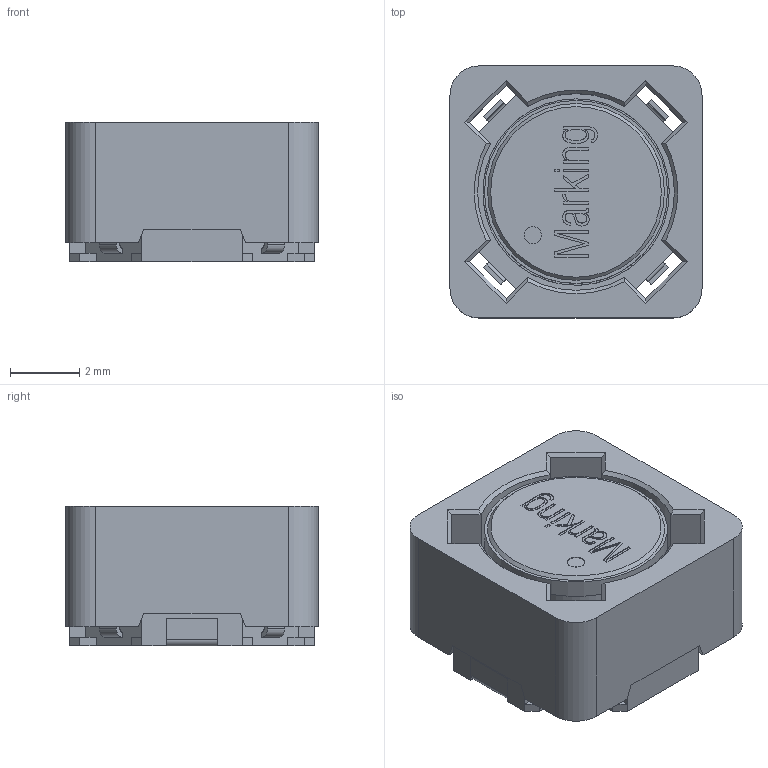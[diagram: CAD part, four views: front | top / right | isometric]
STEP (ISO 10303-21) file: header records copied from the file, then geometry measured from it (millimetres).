
FILE_DESCRIPTION(('FreeCAD Model'),'2;1');
FILE_NAME('Assem1_cp.step','2020-12-12T16:24:37' ,('kicad StepUp'),('ksu MCAD'),'Open CASCADE STEP processor 7.3', 'FreeCAD','Unknown');
FILE_SCHEMA(('AUTOMOTIVE_DESIGN { 1 0 10303 214 1 1 1 1 }'));
Length unit declared in the file: millimetre
Products named in the file (1): Assem1_cp
Bounding box: 7.3 x 7.3 x 4.05 mm (x, y, z)
Volume: 136.4 mm3; surface area: 500.2 mm2
Topology: 5 solids, 5 shells, 316 faces, 859 edges, 559 vertices
Faces by surface type: plane 255, cylinder 41, extrusion 12, cone 6, torus 2
Full cylindrical faces by diameter (mm): 0.5 x1, 2.8 x1, 5.3 x2, 5.4 x1
Entity records: 12336 total; most frequent: CARTESIAN_POINT 2337, ORIENTED_EDGE 1718, DIRECTION 1426, EDGE_CURVE 859, VECTOR 606, LINE 594, VERTEX_POINT 559, AXIS2_PLACEMENT_3D 410
